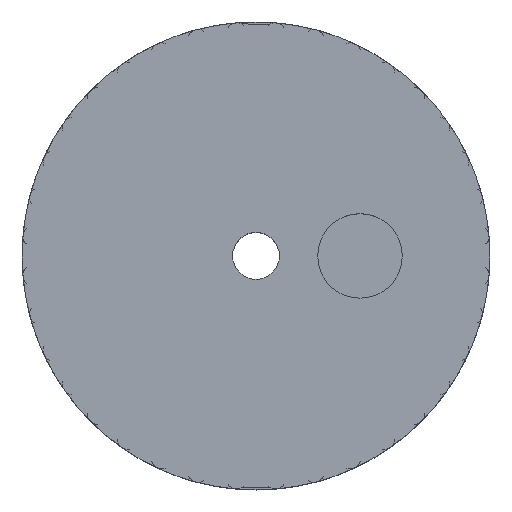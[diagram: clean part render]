
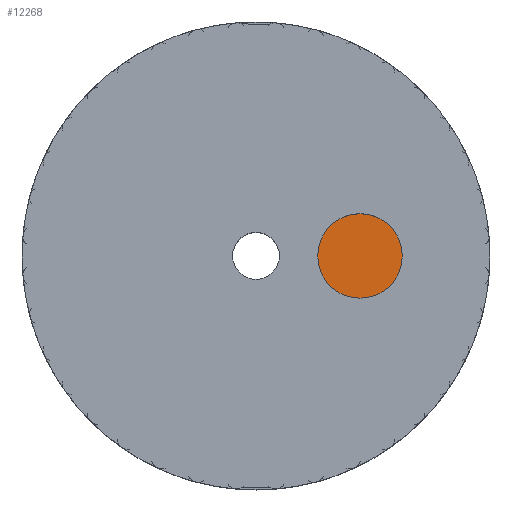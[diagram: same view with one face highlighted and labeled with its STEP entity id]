
A CAD part, top view. The second image highlights one B-rep face of the part: STEP entity #12268.
In plain terms, the highlighted face is planar.
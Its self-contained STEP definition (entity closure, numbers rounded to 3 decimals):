
#12239=CARTESIAN_POINT('',(4.,-1.625,-8.25));
#12240=VERTEX_POINT('',#12239);
#12250=CARTESIAN_POINT('',(4.,0.,-8.25));
#12251=DIRECTION('',(0.,-0.,1.));
#12252=DIRECTION('',(0.,-1.,-0.));
#12253=AXIS2_PLACEMENT_3D('',#12250,#12251,#12252);
#12254=CIRCLE('',#12253,1.625);
#12255=EDGE_CURVE('',#12240,#12240,#12254,.T.);
#12260=CARTESIAN_POINT('',(0.,0.,-8.25));
#12261=DIRECTION('',(0.,-0.,1.));
#12262=DIRECTION('',(1.,0.,0.));
#12263=AXIS2_PLACEMENT_3D('',#12260,#12261,#12262);
#12264=PLANE('',#12263);
#12265=ORIENTED_EDGE('',*,*,#12255,.T.);
#12266=EDGE_LOOP('',(#12265));
#12267=FACE_BOUND('',#12266,.T.);
#12268=ADVANCED_FACE('',(#12267),#12264,.T.);
